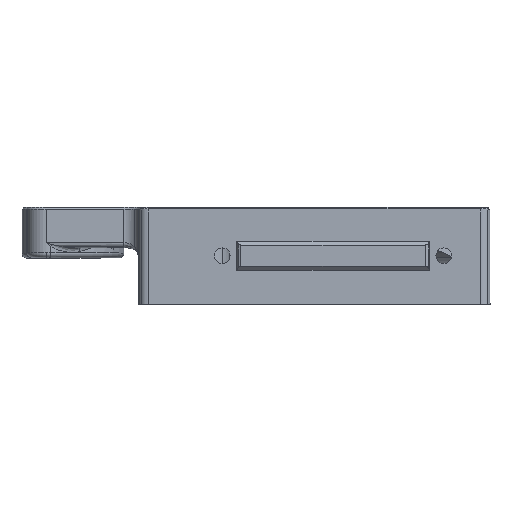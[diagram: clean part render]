
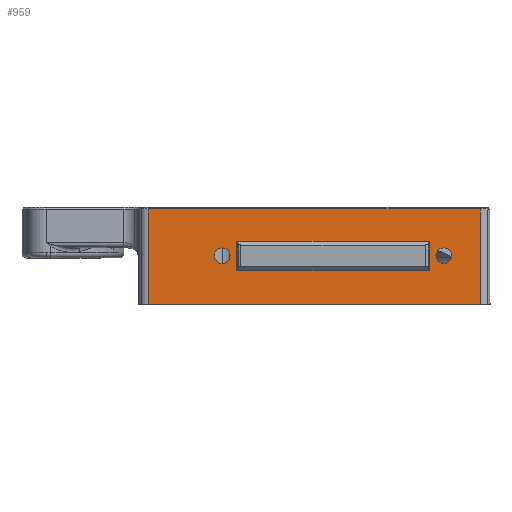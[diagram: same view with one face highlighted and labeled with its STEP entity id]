
A CAD part, top view. The second image highlights one B-rep face of the part: STEP entity #959.
In plain terms, the highlighted planar face has unit normal (0, 0, 1).
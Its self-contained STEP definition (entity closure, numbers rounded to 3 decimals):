
#130 = EDGE_CURVE ( 'NONE', #7961, #5090, #2749, .T. ) ;
#297 = VECTOR ( 'NONE', #852, 1000. ) ;
#508 = LINE ( 'NONE', #6321, #6946 ) ;
#605 = ORIENTED_EDGE ( 'NONE', *, *, #1413, .T. ) ;
#620 = DIRECTION ( 'NONE',  ( 0., 1., 0. ) ) ;
#655 = CARTESIAN_POINT ( 'NONE',  ( 32.999, -25., -58.096 ) ) ;
#727 = EDGE_LOOP ( 'NONE', ( #10200, #8831, #8560, #605 ) ) ;
#852 = DIRECTION ( 'NONE',  ( -1., 0., 0. ) ) ;
#891 = CARTESIAN_POINT ( 'NONE',  ( 72.499, -34.5, -58.096 ) ) ;
#959 = ADVANCED_FACE ( 'NONE', ( #5205, #6780, #7698, #5962 ), #8470, .T. ) ;
#1063 = CARTESIAN_POINT ( 'NONE',  ( 75.499, -28., -58.096 ) ) ;
#1219 = VERTEX_POINT ( 'NONE', #4973 ) ;
#1413 = EDGE_CURVE ( 'NONE', #1219, #3081, #10308, .T. ) ;
#1449 = ORIENTED_EDGE ( 'NONE', *, *, #8464, .F. ) ;
#1518 = VECTOR ( 'NONE', #620, 1000. ) ;
#1645 = ORIENTED_EDGE ( 'NONE', *, *, #6616, .T. ) ;
#1741 = DIRECTION ( 'NONE',  ( 0., 0., -1. ) ) ;
#1775 = CARTESIAN_POINT ( 'NONE',  ( 24.399, -31., -58.096 ) ) ;
#1829 = DIRECTION ( 'NONE',  ( 0., -1., 0. ) ) ;
#1930 = VERTEX_POINT ( 'NONE', #8863 ) ;
#1947 = ORIENTED_EDGE ( 'NONE', *, *, #5057, .T. ) ;
#1966 = AXIS2_PLACEMENT_3D ( 'NONE', #4987, #8309, #1829 ) ;
#2300 = ORIENTED_EDGE ( 'NONE', *, *, #4347, .F. ) ;
#2305 = DIRECTION ( 'NONE',  ( 0., 0., -1. ) ) ;
#2323 = VERTEX_POINT ( 'NONE', #3123 ) ;
#2343 = CARTESIAN_POINT ( 'NONE',  ( 44.149, -25., -58.096 ) ) ;
#2508 = AXIS2_PLACEMENT_3D ( 'NONE', #8332, #1741, #4242 ) ;
#2606 = EDGE_CURVE ( 'NONE', #4130, #1930, #9185, .T. ) ;
#2645 = EDGE_LOOP ( 'NONE', ( #2300, #9522, #7013, #1449 ) ) ;
#2678 = EDGE_CURVE ( 'NONE', #3081, #3575, #8118, .T. ) ;
#2724 = EDGE_CURVE ( 'NONE', #5866, #6917, #508, .T. ) ;
#2749 = CIRCLE ( 'NONE', #4143, 1.6 ) ;
#2845 = CARTESIAN_POINT ( 'NONE',  ( 32.999, -31.5, -58.096 ) ) ;
#3059 = DIRECTION ( 'NONE',  ( 1., 0., 0. ) ) ;
#3081 = VERTEX_POINT ( 'NONE', #655 ) ;
#3100 = VECTOR ( 'NONE', #7527, 1000. ) ;
#3109 = AXIS2_PLACEMENT_3D ( 'NONE', #9702, #3875, #9858 ) ;
#3123 = CARTESIAN_POINT ( 'NONE',  ( 72.499, -31., -58.096 ) ) ;
#3575 = VERTEX_POINT ( 'NONE', #4565 ) ;
#3875 = DIRECTION ( 'NONE',  ( 0., 0., -1. ) ) ;
#3937 = CARTESIAN_POINT ( 'NONE',  ( 73.899, -28., -58.096 ) ) ;
#3990 = CARTESIAN_POINT ( 'NONE',  ( 75.499, -28., -58.096 ) ) ;
#4130 = VERTEX_POINT ( 'NONE', #5945 ) ;
#4143 = AXIS2_PLACEMENT_3D ( 'NONE', #1063, #8624, #7867 ) ;
#4242 = DIRECTION ( 'NONE',  ( -1., 0., 0. ) ) ;
#4347 = EDGE_CURVE ( 'NONE', #4810, #6996, #4534, .T. ) ;
#4375 = CARTESIAN_POINT ( 'NONE',  ( 82.999, -18.4, -58.096 ) ) ;
#4428 = CARTESIAN_POINT ( 'NONE',  ( 14.8, -28., -58.096 ) ) ;
#4477 = EDGE_CURVE ( 'NONE', #4810, #5866, #8172, .T. ) ;
#4534 = LINE ( 'NONE', #6483, #8842 ) ;
#4565 = CARTESIAN_POINT ( 'NONE',  ( 72.499, -25., -58.096 ) ) ;
#4810 = VERTEX_POINT ( 'NONE', #6523 ) ;
#4854 = DIRECTION ( 'NONE',  ( -1., 0., 0. ) ) ;
#4973 = CARTESIAN_POINT ( 'NONE',  ( 32.999, -31., -58.096 ) ) ;
#4987 = CARTESIAN_POINT ( 'NONE',  ( 15.8, -38., -58.096 ) ) ;
#5057 = EDGE_CURVE ( 'NONE', #5090, #7961, #8034, .T. ) ;
#5090 = VERTEX_POINT ( 'NONE', #3937 ) ;
#5205 = FACE_OUTER_BOUND ( 'NONE', #2645, .T. ) ;
#5717 = DIRECTION ( 'NONE',  ( -1., 0., 0. ) ) ;
#5866 = VERTEX_POINT ( 'NONE', #4375 ) ;
#5945 = CARTESIAN_POINT ( 'NONE',  ( 31.599, -28., -58.096 ) ) ;
#5962 = FACE_BOUND ( 'NONE', #7817, .T. ) ;
#6161 = DIRECTION ( 'NONE',  ( 0., 1., 0. ) ) ;
#6321 = CARTESIAN_POINT ( 'NONE',  ( 21.399, -18.4, -58.096 ) ) ;
#6483 = CARTESIAN_POINT ( 'NONE',  ( 69.499, -38., -58.096 ) ) ;
#6523 = CARTESIAN_POINT ( 'NONE',  ( 82.999, -38., -58.096 ) ) ;
#6534 = CARTESIAN_POINT ( 'NONE',  ( 82.999, -38., -58.096 ) ) ;
#6616 = EDGE_CURVE ( 'NONE', #1930, #4130, #7906, .T. ) ;
#6657 = LINE ( 'NONE', #891, #3100 ) ;
#6780 = FACE_BOUND ( 'NONE', #727, .T. ) ;
#6917 = VERTEX_POINT ( 'NONE', #8513 ) ;
#6946 = VECTOR ( 'NONE', #4854, 1000. ) ;
#6996 = VERTEX_POINT ( 'NONE', #9989 ) ;
#7013 = ORIENTED_EDGE ( 'NONE', *, *, #2724, .T. ) ;
#7527 = DIRECTION ( 'NONE',  ( 0., -1., 0. ) ) ;
#7687 = LINE ( 'NONE', #4428, #7760 ) ;
#7698 = FACE_BOUND ( 'NONE', #9285, .T. ) ;
#7740 = DIRECTION ( 'NONE',  ( 0., 1., 0. ) ) ;
#7760 = VECTOR ( 'NONE', #7740, 1000. ) ;
#7817 = EDGE_LOOP ( 'NONE', ( #1645, #10162 ) ) ;
#7867 = DIRECTION ( 'NONE',  ( -1., 0., 0. ) ) ;
#7906 = CIRCLE ( 'NONE', #2508, 1.6 ) ;
#7961 = VERTEX_POINT ( 'NONE', #8112 ) ;
#8034 = CIRCLE ( 'NONE', #9770, 1.6 ) ;
#8087 = ORIENTED_EDGE ( 'NONE', *, *, #130, .T. ) ;
#8112 = CARTESIAN_POINT ( 'NONE',  ( 77.099, -28., -58.096 ) ) ;
#8118 = LINE ( 'NONE', #2343, #9372 ) ;
#8172 = LINE ( 'NONE', #6534, #1518 ) ;
#8309 = DIRECTION ( 'NONE',  ( 0., 0., 1. ) ) ;
#8332 = CARTESIAN_POINT ( 'NONE',  ( 29.999, -28., -58.096 ) ) ;
#8464 = EDGE_CURVE ( 'NONE', #6996, #6917, #7687, .T. ) ;
#8470 = PLANE ( 'NONE',  #1966 ) ;
#8513 = CARTESIAN_POINT ( 'NONE',  ( 14.8, -18.4, -58.096 ) ) ;
#8560 = ORIENTED_EDGE ( 'NONE', *, *, #8834, .T. ) ;
#8624 = DIRECTION ( 'NONE',  ( 0., 0., -1. ) ) ;
#8791 = DIRECTION ( 'NONE',  ( -1., 0., 0. ) ) ;
#8831 = ORIENTED_EDGE ( 'NONE', *, *, #9319, .T. ) ;
#8834 = EDGE_CURVE ( 'NONE', #2323, #1219, #9064, .T. ) ;
#8842 = VECTOR ( 'NONE', #5717, 1000. ) ;
#8863 = CARTESIAN_POINT ( 'NONE',  ( 28.399, -28., -58.096 ) ) ;
#8905 = VECTOR ( 'NONE', #6161, 1000. ) ;
#9064 = LINE ( 'NONE', #1775, #297 ) ;
#9185 = CIRCLE ( 'NONE', #3109, 1.6 ) ;
#9285 = EDGE_LOOP ( 'NONE', ( #1947, #8087 ) ) ;
#9319 = EDGE_CURVE ( 'NONE', #3575, #2323, #6657, .T. ) ;
#9372 = VECTOR ( 'NONE', #3059, 1000. ) ;
#9522 = ORIENTED_EDGE ( 'NONE', *, *, #4477, .T. ) ;
#9702 = CARTESIAN_POINT ( 'NONE',  ( 29.999, -28., -58.096 ) ) ;
#9770 = AXIS2_PLACEMENT_3D ( 'NONE', #3990, #2305, #8791 ) ;
#9858 = DIRECTION ( 'NONE',  ( -1., 0., 0. ) ) ;
#9989 = CARTESIAN_POINT ( 'NONE',  ( 14.8, -38., -58.096 ) ) ;
#10162 = ORIENTED_EDGE ( 'NONE', *, *, #2606, .T. ) ;
#10200 = ORIENTED_EDGE ( 'NONE', *, *, #2678, .T. ) ;
#10308 = LINE ( 'NONE', #2845, #8905 ) ;
